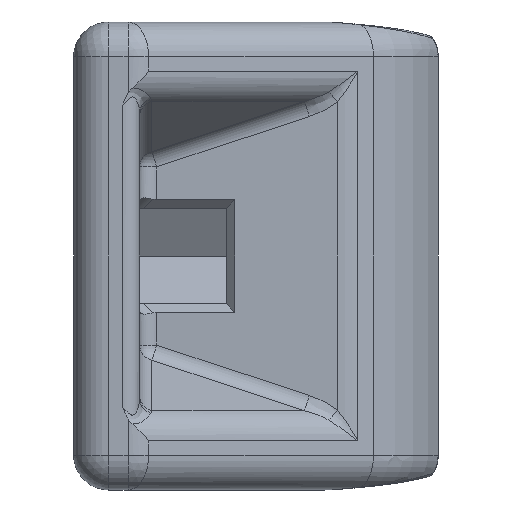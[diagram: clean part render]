
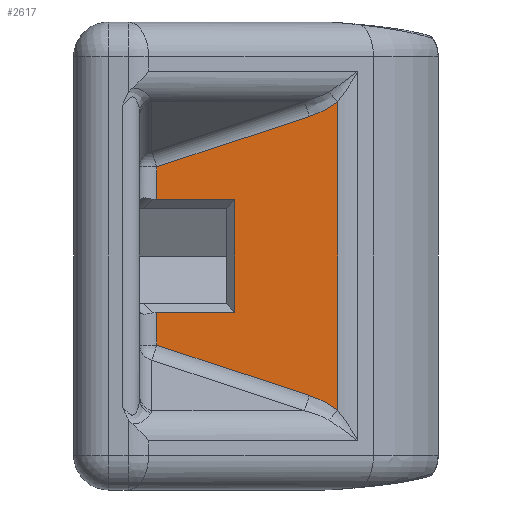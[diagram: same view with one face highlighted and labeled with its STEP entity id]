
A CAD part, left-side view. The second image highlights one B-rep face of the part: STEP entity #2617.
In plain terms, the highlighted planar face has unit normal (-1, 0, 0).
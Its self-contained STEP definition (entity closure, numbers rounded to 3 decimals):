
#190=ELLIPSE('',#2686,5.094,3.);
#199=ELLIPSE('',#2711,5.094,3.);
#270=PLANE('',#2911);
#432=FACE_OUTER_BOUND('',#598,.T.);
#598=EDGE_LOOP('',(#2349,#2350,#2351,#2352,#2353,#2354,#2355,#2356,#2357,
#2358));
#632=LINE('',#4279,#810);
#634=LINE('',#4329,#812);
#640=LINE('',#4353,#818);
#643=LINE('',#4373,#821);
#646=LINE('',#4479,#824);
#682=LINE('',#4915,#860);
#689=LINE('',#4930,#867);
#739=LINE('',#5417,#917);
#810=VECTOR('',#3025,10.);
#812=VECTOR('',#3041,10.);
#818=VECTOR('',#3057,10.);
#821=VECTOR('',#3078,10.);
#824=VECTOR('',#3095,10.);
#860=VECTOR('',#3247,10.);
#867=VECTOR('',#3260,10.);
#917=VECTOR('',#3532,10.);
#1067=VERTEX_POINT('',#4170);
#1079=VERTEX_POINT('',#4277);
#1081=VERTEX_POINT('',#4298);
#1084=VERTEX_POINT('',#4324);
#1088=VERTEX_POINT('',#4352);
#1090=VERTEX_POINT('',#4358);
#1094=VERTEX_POINT('',#4366);
#1103=VERTEX_POINT('',#4477);
#1157=VERTEX_POINT('',#4914);
#1162=VERTEX_POINT('',#4928);
#1326=EDGE_CURVE('',#1079,#1067,#632,.T.);
#1332=EDGE_CURVE('',#1084,#1081,#190,.T.);
#1334=EDGE_CURVE('',#1067,#1084,#634,.T.);
#1342=EDGE_CURVE('',#1081,#1088,#640,.T.);
#1352=EDGE_CURVE('',#1090,#1094,#643,.T.);
#1363=EDGE_CURVE('',#1103,#1090,#646,.T.);
#1366=EDGE_CURVE('',#1088,#1103,#199,.T.);
#1447=EDGE_CURVE('',#1094,#1157,#682,.T.);
#1455=EDGE_CURVE('',#1162,#1079,#689,.T.);
#1577=EDGE_CURVE('',#1157,#1162,#739,.T.);
#2349=ORIENTED_EDGE('',*,*,#1326,.F.);
#2350=ORIENTED_EDGE('',*,*,#1455,.F.);
#2351=ORIENTED_EDGE('',*,*,#1577,.F.);
#2352=ORIENTED_EDGE('',*,*,#1447,.F.);
#2353=ORIENTED_EDGE('',*,*,#1352,.F.);
#2354=ORIENTED_EDGE('',*,*,#1363,.F.);
#2355=ORIENTED_EDGE('',*,*,#1366,.F.);
#2356=ORIENTED_EDGE('',*,*,#1342,.F.);
#2357=ORIENTED_EDGE('',*,*,#1332,.F.);
#2358=ORIENTED_EDGE('',*,*,#1334,.F.);
#2617=ADVANCED_FACE('',(#432),#270,.F.);
#2686=AXIS2_PLACEMENT_3D('',#4326,#3035,#3036);
#2711=AXIS2_PLACEMENT_3D('',#4503,#3099,#3100);
#2911=AXIS2_PLACEMENT_3D('',#5517,#3632,#3633);
#3025=DIRECTION('',(0.,0.,1.));
#3035=DIRECTION('center_axis',(-1.,0.,0.));
#3036=DIRECTION('ref_axis',(0.,-1.,0.));
#3041=DIRECTION('',(0.,-0.949,0.314));
#3057=DIRECTION('',(0.,0.,-1.));
#3078=DIRECTION('',(0.,0.,1.));
#3095=DIRECTION('',(0.,0.949,0.314));
#3099=DIRECTION('center_axis',(-1.,0.,0.));
#3100=DIRECTION('ref_axis',(0.,-1.,0.));
#3247=DIRECTION('',(0.,-1.,0.));
#3260=DIRECTION('',(0.,1.,0.));
#3532=DIRECTION('',(0.,0.,1.));
#3632=DIRECTION('center_axis',(1.,0.,0.));
#3633=DIRECTION('ref_axis',(0.,0.,1.));
#4170=CARTESIAN_POINT('',(-102.056,-85.872,108.638));
#4277=CARTESIAN_POINT('',(-102.056,-85.872,106.75));
#4279=CARTESIAN_POINT('',(-102.056,-85.872,100.75));
#4298=CARTESIAN_POINT('',(-102.056,-96.295,112.403));
#4324=CARTESIAN_POINT('',(-102.056,-94.676,111.555));
#4326=CARTESIAN_POINT('Origin',(-102.056,-92.179,114.17));
#4329=CARTESIAN_POINT('',(-102.056,-86.456,108.832));
#4352=CARTESIAN_POINT('',(-102.056,-96.295,94.597));
#4353=CARTESIAN_POINT('',(-102.056,-96.295,107.5));
#4358=CARTESIAN_POINT('',(-102.056,-85.872,98.362));
#4366=CARTESIAN_POINT('',(-102.056,-85.872,100.25));
#4373=CARTESIAN_POINT('',(-102.056,-85.872,100.75));
#4477=CARTESIAN_POINT('',(-102.056,-94.676,95.445));
#4479=CARTESIAN_POINT('',(-102.056,-88.097,97.624));
#4503=CARTESIAN_POINT('Origin',(-102.056,-92.179,92.83));
#4914=CARTESIAN_POINT('',(-102.056,-90.372,100.25));
#4915=CARTESIAN_POINT('',(-102.056,-84.872,100.25));
#4928=CARTESIAN_POINT('',(-102.056,-90.372,106.75));
#4930=CARTESIAN_POINT('',(-102.056,-84.872,106.75));
#5417=CARTESIAN_POINT('',(-102.056,-90.372,100.75));
#5517=CARTESIAN_POINT('Origin',(-102.056,-84.872,98.));
